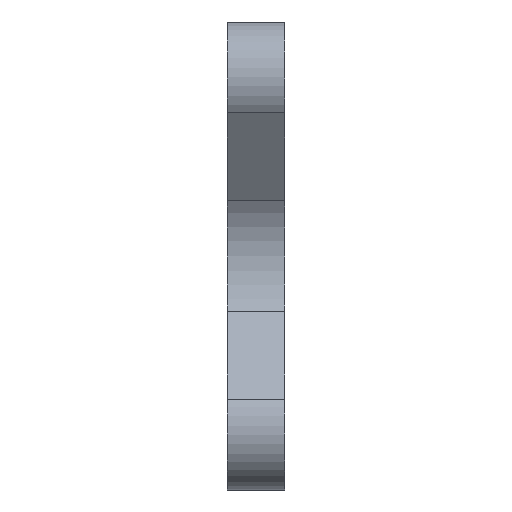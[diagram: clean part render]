
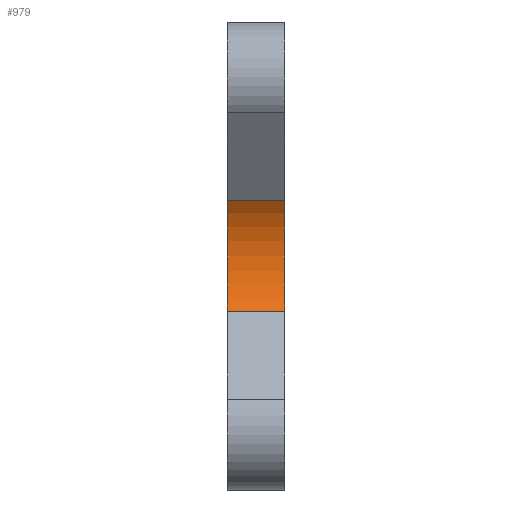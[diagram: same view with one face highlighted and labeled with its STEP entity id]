
A CAD part, left-side view. The second image highlights one B-rep face of the part: STEP entity #979.
In plain terms, the highlighted cylindrical face has radius 5 mm (diameter 10 mm), a partial arc.
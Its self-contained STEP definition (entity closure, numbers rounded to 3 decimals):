
#37=CIRCLE('',#1051,5.);
#38=CIRCLE('',#1052,5.);
#106=CYLINDRICAL_SURFACE('',#1050,5.);
#143=FACE_OUTER_BOUND('',#192,.T.);
#192=EDGE_LOOP('',(#689,#690,#691,#692));
#265=LINE('',#1537,#342);
#267=LINE('',#1543,#344);
#342=VECTOR('',#1210,3.);
#344=VECTOR('',#1216,3.);
#420=VERTEX_POINT('',#1534);
#421=VERTEX_POINT('',#1536);
#422=VERTEX_POINT('',#1540);
#423=VERTEX_POINT('',#1542);
#530=EDGE_CURVE('',#421,#420,#265,.T.);
#532=EDGE_CURVE('',#420,#422,#37,.T.);
#533=EDGE_CURVE('',#423,#422,#267,.T.);
#534=EDGE_CURVE('',#421,#423,#38,.T.);
#689=ORIENTED_EDGE('',*,*,#532,.T.);
#690=ORIENTED_EDGE('',*,*,#533,.F.);
#691=ORIENTED_EDGE('',*,*,#534,.F.);
#692=ORIENTED_EDGE('',*,*,#530,.T.);
#979=ADVANCED_FACE('',(#143),#106,.F.);
#1050=AXIS2_PLACEMENT_3D('',#1539,#1212,#1213);
#1051=AXIS2_PLACEMENT_3D('',#1541,#1214,#1215);
#1052=AXIS2_PLACEMENT_3D('',#1544,#1217,#1218);
#1210=DIRECTION('',(0.,-1.,0.));
#1212=DIRECTION('center_axis',(0.,-1.,0.));
#1213=DIRECTION('ref_axis',(-0.707,0.,-0.707));
#1214=DIRECTION('center_axis',(0.,-1.,0.));
#1215=DIRECTION('ref_axis',(0.707,0.,0.707));
#1216=DIRECTION('',(0.,-1.,0.));
#1217=DIRECTION('center_axis',(0.,-1.,0.));
#1218=DIRECTION('ref_axis',(0.707,0.,0.707));
#1534=CARTESIAN_POINT('',(-87.027,0.,-2.881));
#1536=CARTESIAN_POINT('',(-87.027,3.,-2.881));
#1537=CARTESIAN_POINT('',(-87.027,3.,-2.881));
#1539=CARTESIAN_POINT('Origin',(-91.113,3.,0.));
#1540=CARTESIAN_POINT('',(-87.027,0.,2.881));
#1541=CARTESIAN_POINT('Origin',(-91.113,0.,0.));
#1542=CARTESIAN_POINT('',(-87.027,3.,2.881));
#1543=CARTESIAN_POINT('',(-87.027,3.,2.881));
#1544=CARTESIAN_POINT('Origin',(-91.113,3.,0.));
